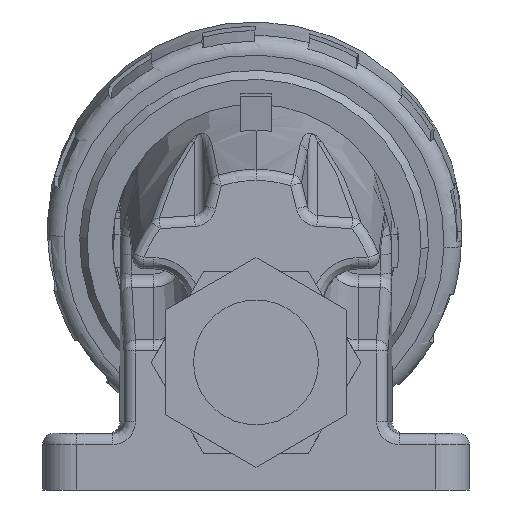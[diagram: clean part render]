
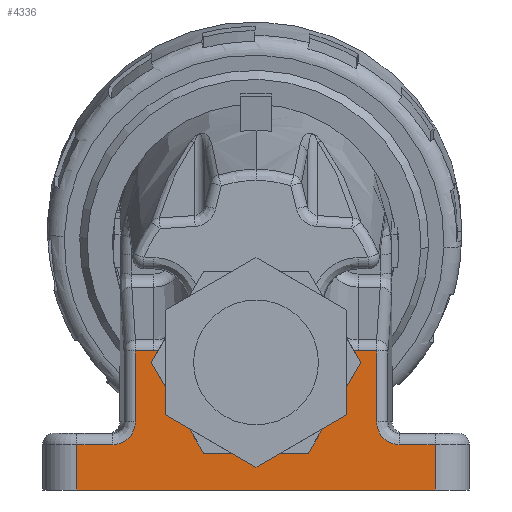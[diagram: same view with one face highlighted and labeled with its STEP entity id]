
A CAD part, left-side view. The second image highlights one B-rep face of the part: STEP entity #4336.
In plain terms, the highlighted planar face has unit normal (-1, 0, 0).
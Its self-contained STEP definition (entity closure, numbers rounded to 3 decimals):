
#58=DIRECTION('',(0.,1.,0.));
#59=VECTOR('',#58,18.475);
#60=CARTESIAN_POINT('',(-53.65,22.012,6.5));
#61=LINE('',#60,#59);
#62=DIRECTION('',(0.,-0.5,0.866));
#63=VECTOR('',#62,18.475);
#64=CARTESIAN_POINT('',(-53.65,22.012,6.5));
#65=LINE('',#64,#63);
#66=DIRECTION('',(0.,0.5,0.866));
#67=VECTOR('',#66,2.363);
#68=CARTESIAN_POINT('',(-53.65,12.775,22.5));
#69=LINE('',#68,#67);
#70=CARTESIAN_POINT('',(-53.65,13.956,24.547));
#71=CARTESIAN_POINT('',(-53.65,13.844,24.537));
#72=CARTESIAN_POINT('',(-53.65,13.614,24.521));
#73=CARTESIAN_POINT('',(-53.65,13.373,24.515));
#74=CARTESIAN_POINT('',(-53.65,13.25,24.515));
#76=DIRECTION('',(0.,-1.,0.));
#77=VECTOR('',#76,3.266);
#78=CARTESIAN_POINT('',(-53.65,13.25,24.515));
#79=LINE('',#78,#77);
#80=DIRECTION('',(0.,0.,1.));
#81=VECTOR('',#80,12.515);
#82=CARTESIAN_POINT('',(-53.65,9.984,12.));
#83=LINE('',#82,#81);
#84=CARTESIAN_POINT('',(-53.65,5.983,8.));
#85=CARTESIAN_POINT('',(-53.65,6.252,8.));
#86=CARTESIAN_POINT('',(-53.65,6.772,8.054));
#87=CARTESIAN_POINT('',(-53.65,7.501,8.273));
#88=CARTESIAN_POINT('',(-53.65,8.184,8.63));
#89=CARTESIAN_POINT('',(-53.65,8.786,9.112));
#90=CARTESIAN_POINT('',(-53.65,9.28,9.692));
#91=CARTESIAN_POINT('',(-53.65,9.664,10.365));
#92=CARTESIAN_POINT('',(-53.65,9.925,11.162));
#93=CARTESIAN_POINT('',(-53.65,9.984,11.714));
#94=CARTESIAN_POINT('',(-53.65,9.984,12.));
#96=DIRECTION('',(0.,1.,0.));
#97=VECTOR('',#96,6.333);
#98=CARTESIAN_POINT('',(-53.65,-0.35,8.));
#99=LINE('',#98,#97);
#100=DIRECTION('',(0.,0.,-1.));
#101=VECTOR('',#100,8.);
#102=CARTESIAN_POINT('',(-53.65,-0.35,8.));
#103=LINE('',#102,#101);
#104=DIRECTION('',(0.,1.,0.));
#105=VECTOR('',#104,63.2);
#106=CARTESIAN_POINT('',(-53.65,-0.35,0.));
#107=LINE('',#106,#105);
#108=DIRECTION('',(0.,0.,-1.));
#109=VECTOR('',#108,8.);
#110=CARTESIAN_POINT('',(-53.65,62.85,8.));
#111=LINE('',#110,#109);
#112=DIRECTION('',(0.,-1.,0.));
#113=VECTOR('',#112,6.333);
#114=CARTESIAN_POINT('',(-53.65,62.85,8.));
#115=LINE('',#114,#113);
#116=CARTESIAN_POINT('',(-53.65,56.517,8.));
#117=CARTESIAN_POINT('',(-53.65,56.248,8.));
#118=CARTESIAN_POINT('',(-53.65,55.728,8.054));
#119=CARTESIAN_POINT('',(-53.65,54.999,8.273));
#120=CARTESIAN_POINT('',(-53.65,54.316,8.63));
#121=CARTESIAN_POINT('',(-53.65,53.714,9.112));
#122=CARTESIAN_POINT('',(-53.65,53.22,9.692));
#123=CARTESIAN_POINT('',(-53.65,52.836,10.365));
#124=CARTESIAN_POINT('',(-53.65,52.575,11.162));
#125=CARTESIAN_POINT('',(-53.65,52.516,11.714));
#126=CARTESIAN_POINT('',(-53.65,52.516,12.));
#128=DIRECTION('',(0.,0.,1.));
#129=VECTOR('',#128,12.515);
#130=CARTESIAN_POINT('',(-53.65,52.516,12.));
#131=LINE('',#130,#129);
#132=DIRECTION('',(0.,1.,0.));
#133=VECTOR('',#132,3.266);
#134=CARTESIAN_POINT('',(-53.65,49.25,24.515));
#135=LINE('',#134,#133);
#136=CARTESIAN_POINT('',(-53.65,48.544,24.547));
#137=CARTESIAN_POINT('',(-53.65,48.656,24.537));
#138=CARTESIAN_POINT('',(-53.65,48.886,24.521));
#139=CARTESIAN_POINT('',(-53.65,49.127,24.515));
#140=CARTESIAN_POINT('',(-53.65,49.25,24.515));
#142=DIRECTION('',(0.,0.5,-0.866));
#143=VECTOR('',#142,2.363);
#144=CARTESIAN_POINT('',(-53.65,48.544,24.547));
#145=LINE('',#144,#143);
#146=DIRECTION('',(0.,-0.5,-0.866));
#147=VECTOR('',#146,18.475);
#148=CARTESIAN_POINT('',(-53.65,49.725,22.5));
#149=LINE('',#148,#147);
#3753=CARTESIAN_POINT('',(-53.65,22.012,6.5));
#3754=CARTESIAN_POINT('',(-53.65,40.488,6.5));
#3755=VERTEX_POINT('',#3753);
#3756=VERTEX_POINT('',#3754);
#3763=CARTESIAN_POINT('',(-53.65,49.725,22.5));
#3764=VERTEX_POINT('',#3763);
#3907=CARTESIAN_POINT('',(-53.65,12.775,22.5));
#3908=VERTEX_POINT('',#3907);
#3909=CARTESIAN_POINT('',(-53.65,13.956,24.547));
#3910=VERTEX_POINT('',#3909);
#4003=CARTESIAN_POINT('',(-53.65,48.544,24.547));
#4004=VERTEX_POINT('',#4003);
#4049=CARTESIAN_POINT('',(-53.65,49.25,24.515));
#4050=VERTEX_POINT('',#4049);
#4067=CARTESIAN_POINT('',(-53.65,13.25,24.515));
#4068=VERTEX_POINT('',#4067);
#4071=CARTESIAN_POINT('',(-53.65,62.85,0.));
#4073=VERTEX_POINT('',#4071);
#4079=CARTESIAN_POINT('',(-53.65,-0.35,0.));
#4081=VERTEX_POINT('',#4079);
#4138=CARTESIAN_POINT('',(-53.65,52.516,24.515));
#4139=VERTEX_POINT('',#4138);
#4142=CARTESIAN_POINT('',(-53.65,52.516,12.));
#4143=VERTEX_POINT('',#4142);
#4145=VERTEX_POINT('',#116);
#4148=CARTESIAN_POINT('',(-53.65,62.85,8.));
#4149=VERTEX_POINT('',#4148);
#4219=CARTESIAN_POINT('',(-53.65,9.984,24.515));
#4220=VERTEX_POINT('',#4219);
#4223=CARTESIAN_POINT('',(-53.65,9.984,12.));
#4224=VERTEX_POINT('',#4223);
#4226=VERTEX_POINT('',#84);
#4229=CARTESIAN_POINT('',(-53.65,-0.35,8.));
#4230=VERTEX_POINT('',#4229);
#4294=CARTESIAN_POINT('',(-53.65,68.85,0.));
#4295=DIRECTION('',(-1.,0.,0.));
#4296=DIRECTION('',(0.,-1.,0.));
#4297=AXIS2_PLACEMENT_3D('',#4294,#4295,#4296);
#4298=PLANE('',#4297);
#4300=ORIENTED_EDGE('',*,*,#4299,.F.);
#4302=ORIENTED_EDGE('',*,*,#4301,.T.);
#4304=ORIENTED_EDGE('',*,*,#4303,.T.);
#4306=ORIENTED_EDGE('',*,*,#4305,.T.);
#4308=ORIENTED_EDGE('',*,*,#4307,.T.);
#4310=ORIENTED_EDGE('',*,*,#4309,.F.);
#4312=ORIENTED_EDGE('',*,*,#4311,.F.);
#4314=ORIENTED_EDGE('',*,*,#4313,.F.);
#4316=ORIENTED_EDGE('',*,*,#4315,.T.);
#4317=ORIENTED_EDGE('',*,*,#4257,.T.);
#4319=ORIENTED_EDGE('',*,*,#4318,.F.);
#4321=ORIENTED_EDGE('',*,*,#4320,.T.);
#4323=ORIENTED_EDGE('',*,*,#4322,.T.);
#4325=ORIENTED_EDGE('',*,*,#4324,.T.);
#4327=ORIENTED_EDGE('',*,*,#4326,.F.);
#4329=ORIENTED_EDGE('',*,*,#4328,.F.);
#4331=ORIENTED_EDGE('',*,*,#4330,.T.);
#4333=ORIENTED_EDGE('',*,*,#4332,.T.);
#4334=EDGE_LOOP('',(#4300,#4302,#4304,#4306,#4308,#4310,#4312,#4314,#4316,#4317,
#4319,#4321,#4323,#4325,#4327,#4329,#4331,#4333));
#4335=FACE_OUTER_BOUND('',#4334,.F.);
#4336=ADVANCED_FACE('',(#4335),#4298,.T.);
#75=B_SPLINE_CURVE_WITH_KNOTS('',3,(#70,#71,#72,#73,#74),.UNSPECIFIED.,.F.,.F.,(
4,1,4),(0.,0.5,1.),.UNSPECIFIED.);
#95=B_SPLINE_CURVE_WITH_KNOTS('',3,(#84,#85,#86,#87,#88,#89,#90,#91,#92,#93,
#94),.UNSPECIFIED.,.F.,.F.,(4,1,1,1,1,1,1,1,4),(0.,0.125,0.25,0.375,
0.5,0.625,0.75,0.875,1.),.UNSPECIFIED.);
#127=B_SPLINE_CURVE_WITH_KNOTS('',3,(#116,#117,#118,#119,#120,#121,#122,#123,
#124,#125,#126),.UNSPECIFIED.,.F.,.F.,(4,1,1,1,1,1,1,1,4),(0.,0.125,0.25,
0.375,0.5,0.625,0.75,0.875,1.),.UNSPECIFIED.);
#141=B_SPLINE_CURVE_WITH_KNOTS('',3,(#136,#137,#138,#139,#140),.UNSPECIFIED.,
.F.,.F.,(4,1,4),(0.,0.5,1.),.UNSPECIFIED.);
#4257=EDGE_CURVE('',#4081,#4073,#107,.T.);
#4299=EDGE_CURVE('',#3755,#3756,#61,.T.);
#4301=EDGE_CURVE('',#3755,#3908,#65,.T.);
#4303=EDGE_CURVE('',#3908,#3910,#69,.T.);
#4305=EDGE_CURVE('',#3910,#4068,#75,.T.);
#4307=EDGE_CURVE('',#4068,#4220,#79,.T.);
#4309=EDGE_CURVE('',#4224,#4220,#83,.T.);
#4311=EDGE_CURVE('',#4226,#4224,#95,.T.);
#4313=EDGE_CURVE('',#4230,#4226,#99,.T.);
#4315=EDGE_CURVE('',#4230,#4081,#103,.T.);
#4318=EDGE_CURVE('',#4149,#4073,#111,.T.);
#4320=EDGE_CURVE('',#4149,#4145,#115,.T.);
#4322=EDGE_CURVE('',#4145,#4143,#127,.T.);
#4324=EDGE_CURVE('',#4143,#4139,#131,.T.);
#4326=EDGE_CURVE('',#4050,#4139,#135,.T.);
#4328=EDGE_CURVE('',#4004,#4050,#141,.T.);
#4330=EDGE_CURVE('',#4004,#3764,#145,.T.);
#4332=EDGE_CURVE('',#3764,#3756,#149,.T.);
